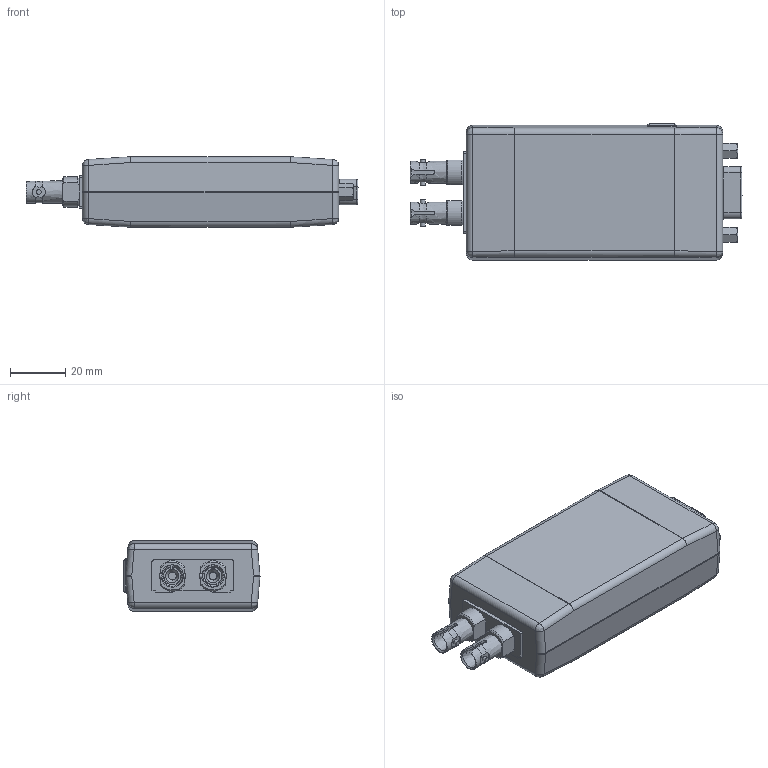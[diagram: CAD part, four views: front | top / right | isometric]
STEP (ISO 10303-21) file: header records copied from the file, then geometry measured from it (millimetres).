
FILE_DESCRIPTION(('FreeCAD Model'),'2;1');
FILE_NAME('Open CASCADE Shape Model','2025-04-29T22:16:19',('FreeCAD'),( 'FreeCAD'),'Open CASCADE STEP processor 7.6','FreeCAD','Unknown');
FILE_SCHEMA(('AUTOMOTIVE_DESIGN { 1 0 10303 214 1 1 1 1 }'));
Length unit declared in the file: millimetre
Products named in the file (1): Open CASCADE STEP translator 7.6 1
Bounding box: 120.11 x 49.21 x 25.52 mm (x, y, z)
Volume: 113332.4 mm3; surface area: 31374.7 mm2
Topology: 11 solids, 13 shells, 905 faces, 2304 edges, 1451 vertices
Faces by surface type: bspline 905
Entity records: 29233 total; most frequent: CARTESIAN_POINT 15670, ORIENTED_EDGE 4552, EDGE_CURVE 2276, B_SPLINE_CURVE_WITH_KNOTS 1783, VERTEX_POINT 1451, FACE_BOUND 975, EDGE_LOOP 975, ADVANCED_FACE 905
